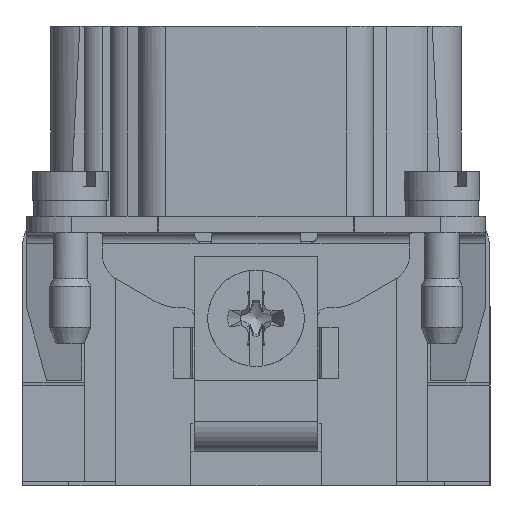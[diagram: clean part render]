
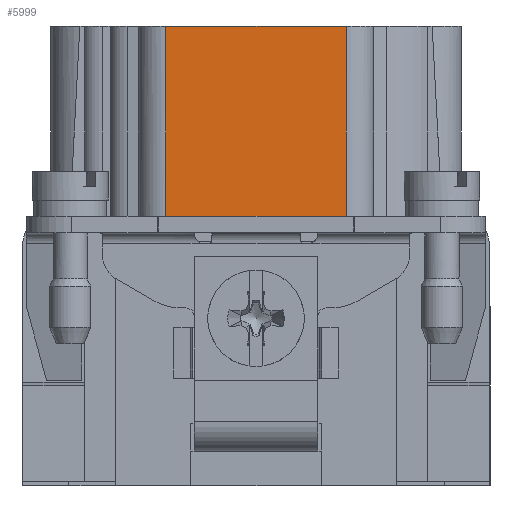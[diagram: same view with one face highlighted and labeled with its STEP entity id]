
A CAD part, left-side view. The second image highlights one B-rep face of the part: STEP entity #5999.
In plain terms, the highlighted planar face has unit normal (-1, 0, 0).
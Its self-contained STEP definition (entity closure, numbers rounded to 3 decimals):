
#5999=ADVANCED_FACE('',(#8518),#7206,.F.);
#7206=PLANE('',#33854);
#8518=FACE_OUTER_BOUND('',#10124,.T.);
#10124=EDGE_LOOP('',(#16786,#16787,#16788,#16789));
#16786=ORIENTED_EDGE('',*,*,#24092,.T.);
#16787=ORIENTED_EDGE('',*,*,#24008,.T.);
#16788=ORIENTED_EDGE('',*,*,#24093,.F.);
#16789=ORIENTED_EDGE('',*,*,#24006,.T.);
#20390=VERTEX_POINT('',#51967);
#20391=VERTEX_POINT('',#51970);
#20392=VERTEX_POINT('',#51974);
#20394=VERTEX_POINT('',#51977);
#24006=EDGE_CURVE('',#20390,#20391,#28186,.T.);
#24008=EDGE_CURVE('',#20394,#20392,#28187,.T.);
#24092=EDGE_CURVE('',#20391,#20394,#28258,.T.);
#24093=EDGE_CURVE('',#20390,#20392,#28259,.T.);
#28186=LINE('',#51971,#30998);
#28187=LINE('',#51976,#30999);
#28258=LINE('',#52140,#31070);
#28259=LINE('',#52141,#31071);
#30998=VECTOR('',#40057,1.);
#30999=VECTOR('',#40062,1.);
#31070=VECTOR('',#40213,1.);
#31071=VECTOR('',#40214,1.);
#33854=AXIS2_PLACEMENT_3D('',#52142,#40215,#40216);
#40057=DIRECTION('',(0.,0.,-1.));
#40062=DIRECTION('',(0.,0.,1.));
#40213=DIRECTION('',(0.,-1.,0.));
#40214=DIRECTION('',(0.,-1.,0.));
#40215=DIRECTION('',(1.,0.,0.));
#40216=DIRECTION('',(0.,0.,-1.));
#51967=CARTESIAN_POINT('',(-55.425,6.55,15.));
#51970=CARTESIAN_POINT('',(-55.425,6.55,1.2));
#51971=CARTESIAN_POINT('',(-55.425,6.55,15.));
#51974=CARTESIAN_POINT('',(-55.425,-6.55,15.));
#51976=CARTESIAN_POINT('',(-55.425,-6.55,15.));
#51977=CARTESIAN_POINT('',(-55.425,-6.55,1.2));
#52140=CARTESIAN_POINT('',(-55.425,8.55,1.2));
#52141=CARTESIAN_POINT('',(-55.425,8.55,15.));
#52142=CARTESIAN_POINT('',(-55.425,8.55,15.));
